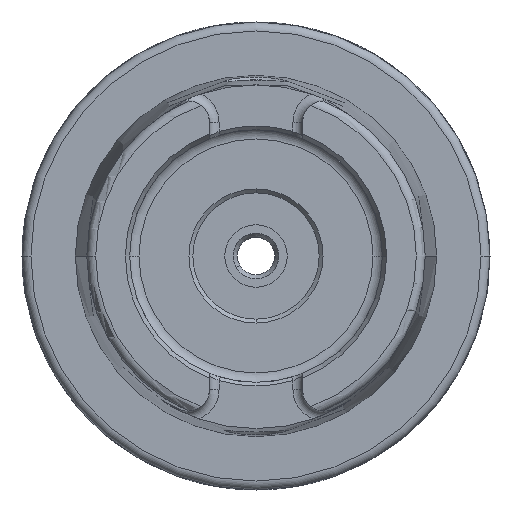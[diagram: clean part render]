
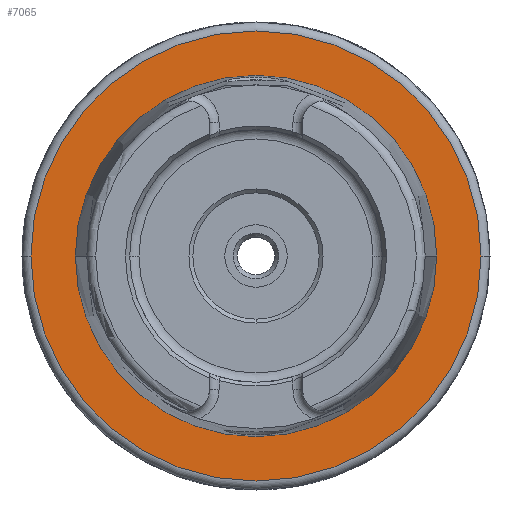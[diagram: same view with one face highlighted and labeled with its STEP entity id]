
A CAD part, left-side view. The second image highlights one B-rep face of the part: STEP entity #7065.
In plain terms, the highlighted planar face has unit normal (-1, 0, 0).
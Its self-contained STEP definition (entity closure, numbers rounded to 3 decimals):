
#162 = DIRECTION ( 'NONE',  ( 0., 1., 0. ) ) ;
#931 = AXIS2_PLACEMENT_3D ( 'NONE', #4295, #4332, #5484 ) ;
#982 = CIRCLE ( 'NONE', #7716, 30.3 ) ;
#987 = DIRECTION ( 'NONE',  ( 0., 1., 0. ) ) ;
#1348 = ORIENTED_EDGE ( 'NONE', *, *, #1402, .T. ) ;
#1402 = EDGE_CURVE ( 'NONE', #4157, #3461, #4698, .T. ) ;
#1705 = FACE_BOUND ( 'NONE', #2594, .T. ) ;
#1729 = EDGE_CURVE ( 'NONE', #4462, #4734, #982, .T. ) ;
#1813 = DIRECTION ( 'NONE',  ( 0., 1., 0. ) ) ;
#2397 = CARTESIAN_POINT ( 'NONE',  ( 0.05, 0., 0. ) ) ;
#2427 = DIRECTION ( 'NONE',  ( 1., 0., 0. ) ) ;
#2433 = CARTESIAN_POINT ( 'NONE',  ( 0.05, -24.321, 0. ) ) ;
#2594 = EDGE_LOOP ( 'NONE', ( #7273, #1348 ) ) ;
#2758 = CARTESIAN_POINT ( 'NONE',  ( 0.05, 0., 0. ) ) ;
#2989 = CIRCLE ( 'NONE', #4087, 24.321 ) ;
#3026 = DIRECTION ( 'NONE',  ( 1., 0., 0. ) ) ;
#3461 = VERTEX_POINT ( 'NONE', #5558 ) ;
#3559 = CIRCLE ( 'NONE', #4239, 30.3 ) ;
#3749 = DIRECTION ( 'NONE',  ( 1., 0., 0. ) ) ;
#3857 = ORIENTED_EDGE ( 'NONE', *, *, #1729, .F. ) ;
#4087 = AXIS2_PLACEMENT_3D ( 'NONE', #8004, #3026, #1813 ) ;
#4157 = VERTEX_POINT ( 'NONE', #2433 ) ;
#4239 = AXIS2_PLACEMENT_3D ( 'NONE', #2758, #6062, #162 ) ;
#4295 = CARTESIAN_POINT ( 'NONE',  ( 0.05, 24.321, 0. ) ) ;
#4332 = DIRECTION ( 'NONE',  ( -1., 0., 0. ) ) ;
#4462 = VERTEX_POINT ( 'NONE', #8147 ) ;
#4698 = CIRCLE ( 'NONE', #7163, 24.321 ) ;
#4734 = VERTEX_POINT ( 'NONE', #5220 ) ;
#5220 = CARTESIAN_POINT ( 'NONE',  ( 0.05, 30.3, 0. ) ) ;
#5484 = DIRECTION ( 'NONE',  ( 0., -1., 0. ) ) ;
#5558 = CARTESIAN_POINT ( 'NONE',  ( 0.05, 24.321, 0. ) ) ;
#5695 = DIRECTION ( 'NONE',  ( 0., 1., 0. ) ) ;
#6062 = DIRECTION ( 'NONE',  ( 1., 0., 0. ) ) ;
#6229 = ORIENTED_EDGE ( 'NONE', *, *, #6795, .F. ) ;
#6340 = CARTESIAN_POINT ( 'NONE',  ( 0.05, 0., 0. ) ) ;
#6450 = EDGE_CURVE ( 'NONE', #3461, #4157, #2989, .T. ) ;
#6705 = EDGE_LOOP ( 'NONE', ( #6229, #3857 ) ) ;
#6795 = EDGE_CURVE ( 'NONE', #4734, #4462, #3559, .T. ) ;
#6948 = PLANE ( 'NONE',  #931 ) ;
#7065 = ADVANCED_FACE ( 'NONE', ( #1705, #7474 ), #6948, .T. ) ;
#7163 = AXIS2_PLACEMENT_3D ( 'NONE', #2397, #3749, #987 ) ;
#7273 = ORIENTED_EDGE ( 'NONE', *, *, #6450, .T. ) ;
#7474 = FACE_OUTER_BOUND ( 'NONE', #6705, .T. ) ;
#7716 = AXIS2_PLACEMENT_3D ( 'NONE', #6340, #2427, #5695 ) ;
#8004 = CARTESIAN_POINT ( 'NONE',  ( 0.05, 0., 0. ) ) ;
#8147 = CARTESIAN_POINT ( 'NONE',  ( 0.05, -30.3, 0. ) ) ;
